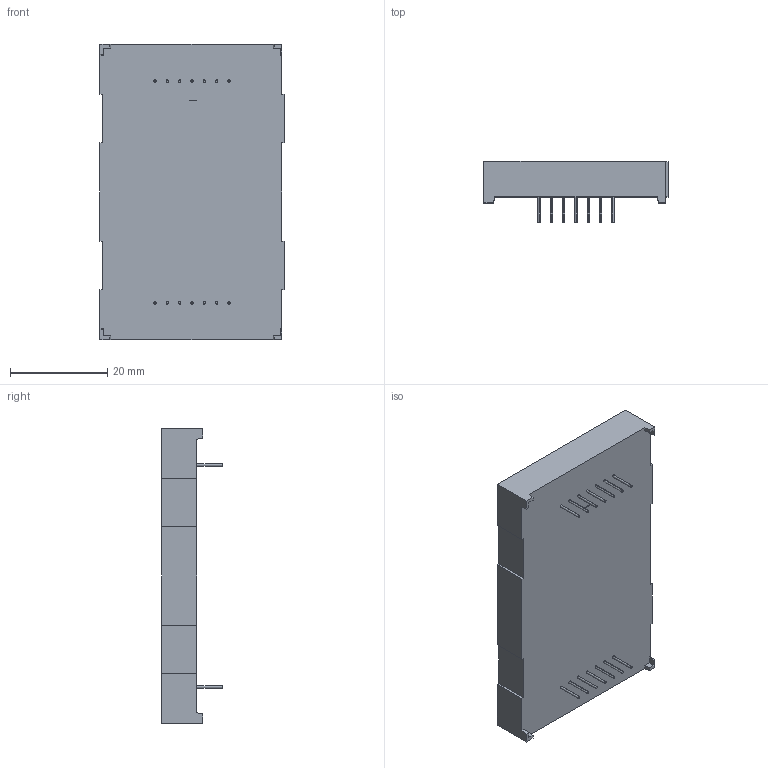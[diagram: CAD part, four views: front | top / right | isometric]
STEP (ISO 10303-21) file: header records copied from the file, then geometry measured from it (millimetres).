
FILE_DESCRIPTION (( 'STEP AP214' ), '1' );
FILE_NAME ('XMxx60.STEP', '2015-09-08T20:57:52', ( '' ), ( '' ), 'SwSTEP 2.0', 'SolidWorks 2012', '' );
FILE_SCHEMA (( 'AUTOMOTIVE_DESIGN' ));
Length unit declared in the file: millimetre
Products named in the file (1): XMxx60
Bounding box: 38 x 12.5 x 60.8 mm (x, y, z)
Volume: 16515.5 mm3; surface area: 6200 mm2
Topology: 1 solids, 1 shells, 394 faces, 966 edges, 644 vertices
Faces by surface type: plane 218, cylinder 108, bspline 68
Entity records: 16883 total; most frequent: CARTESIAN_POINT 5201, ORIENTED_EDGE 1932, DIRECTION 1700, EDGE_CURVE 966, VERTEX_POINT 644, LINE 614, VECTOR 614, AXIS2_PLACEMENT_3D 543
